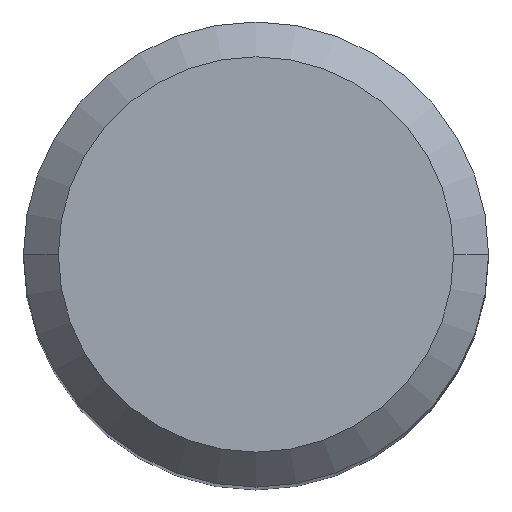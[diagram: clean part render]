
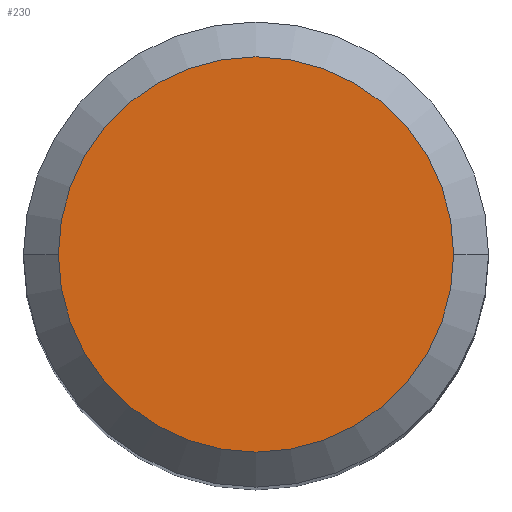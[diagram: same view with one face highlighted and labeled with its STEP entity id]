
A CAD part, top view. The second image highlights one B-rep face of the part: STEP entity #230.
In plain terms, the highlighted planar face has unit normal (0, 0, 1).
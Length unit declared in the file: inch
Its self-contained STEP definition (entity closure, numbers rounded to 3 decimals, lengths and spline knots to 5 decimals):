
#12 = EDGE_CURVE ( 'NONE', #435, #448, #154, .T. ) ;
#16 = AXIS2_PLACEMENT_3D ( 'NONE', #92, #436, #256 ) ;
#55 = PLANE ( 'NONE',  #16 ) ;
#85 = EDGE_LOOP ( 'NONE', ( #254, #444 ) ) ;
#92 = CARTESIAN_POINT ( 'NONE',  ( 0., 0., 0. ) ) ;
#120 = DIRECTION ( 'NONE',  ( 1., 0., 0. ) ) ;
#154 = CIRCLE ( 'NONE', #263, 0.20077 ) ;
#158 = DIRECTION ( 'NONE',  ( 1., 0., 0. ) ) ;
#180 = CARTESIAN_POINT ( 'NONE',  ( 0.20077, 0., 0. ) ) ;
#184 = CIRCLE ( 'NONE', #466, 0.20077 ) ;
#185 = CARTESIAN_POINT ( 'NONE',  ( -0.20077, 0., 0. ) ) ;
#189 = EDGE_CURVE ( 'NONE', #448, #435, #184, .T. ) ;
#203 = CARTESIAN_POINT ( 'NONE',  ( 0., 0., 0. ) ) ;
#230 = ADVANCED_FACE ( 'NONE', ( #401 ), #55, .F. ) ;
#240 = DIRECTION ( 'NONE',  ( 0., 0., 1. ) ) ;
#254 = ORIENTED_EDGE ( 'NONE', *, *, #189, .T. ) ;
#256 = DIRECTION ( 'NONE',  ( -1., 0., 0. ) ) ;
#263 = AXIS2_PLACEMENT_3D ( 'NONE', #335, #240, #120 ) ;
#335 = CARTESIAN_POINT ( 'NONE',  ( 0., 0., 0. ) ) ;
#401 = FACE_OUTER_BOUND ( 'NONE', #85, .T. ) ;
#435 = VERTEX_POINT ( 'NONE', #180 ) ;
#436 = DIRECTION ( 'NONE',  ( 0., 0., -1. ) ) ;
#444 = ORIENTED_EDGE ( 'NONE', *, *, #12, .T. ) ;
#448 = VERTEX_POINT ( 'NONE', #185 ) ;
#466 = AXIS2_PLACEMENT_3D ( 'NONE', #203, #475, #158 ) ;
#475 = DIRECTION ( 'NONE',  ( 0., 0., 1. ) ) ;
